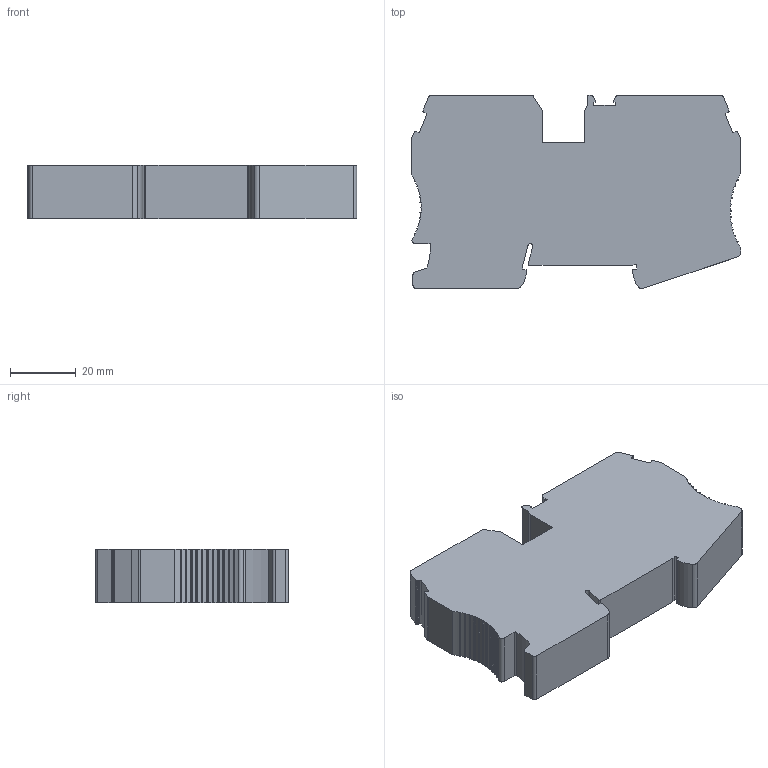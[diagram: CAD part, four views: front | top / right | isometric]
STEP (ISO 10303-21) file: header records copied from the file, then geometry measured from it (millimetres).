
FILE_DESCRIPTION((''),'2;1');
FILE_NAME('PRT0003','2021-04-17T',('Administrator'),(''),'PRO/ENGINEER BY PARAMETRIC TECHNOLOGY CORPORATION, 2013230','PRO/ENGINEER BY PARAMETRIC TECHNOLOGY CORPORATION, 2013230','');
FILE_SCHEMA(('AUTOMOTIVE_DESIGN { 1 0 10303 214 1 1 1 1 }'));
Length unit declared in the file: millimetre
Products named in the file (1): PRT0003
Bounding box: 100 x 58.6 x 16.2 mm (x, y, z)
Volume: 80809.8 mm3; surface area: 16408.6 mm2
Topology: 1 solids, 1 shells, 180 faces, 528 edges, 352 vertices
Faces by surface type: plane 98, cylinder 82
Entity records: 6088 total; most frequent: CARTESIAN_POINT 1062, ORIENTED_EDGE 1056, DIRECTION 1052, EDGE_CURVE 528, VECTOR 364, LINE 364, VERTEX_POINT 352, AXIS2_PLACEMENT_3D 344
